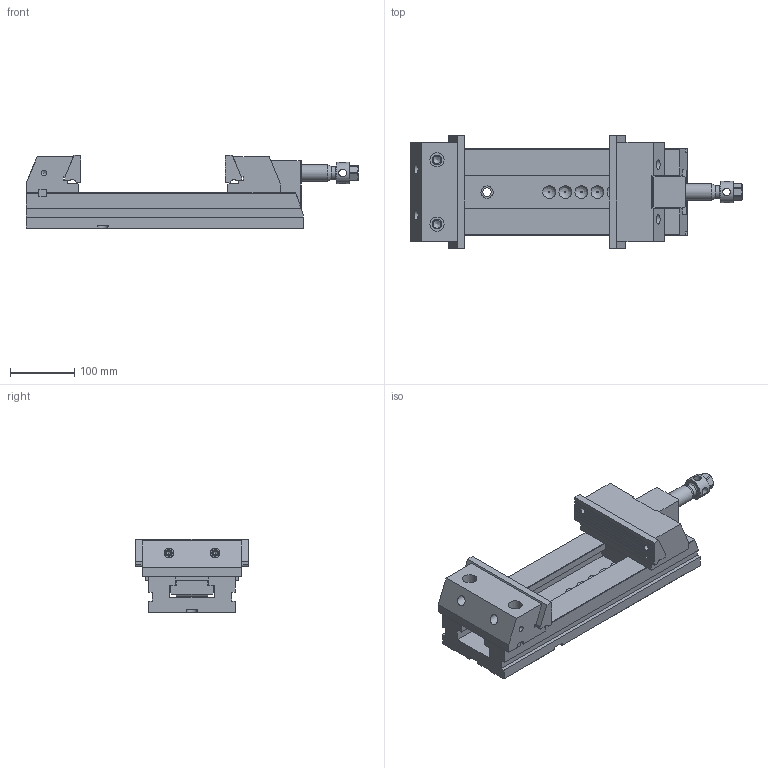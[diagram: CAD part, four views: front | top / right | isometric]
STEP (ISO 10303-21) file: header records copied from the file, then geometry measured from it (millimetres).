
FILE_DESCRIPTION(/* description */ (''),/* implementation_level */ '2;1');
FILE_NAME(/* name */ '30_175_Mordaza.stp',/* time_stamp */ '2013-10-30T11:09:23+01:00',/* author */ (''),/* organization */ (''),/* preprocessor_version */ 'ST-DEVELOPER v11',/* originating_system */ 'SIEMENS PLM Software NX 7.5',/* authorisation */ '');
FILE_SCHEMA (('CONFIG_CONTROL_DESIGN'));
Length unit declared in the file: millimetre
Products named in the file (1): 30_175_Mordaza
Bounding box: 517.23 x 175 x 114.5 mm (x, y, z)
Volume: 3824345.9 mm3; surface area: 490307.3 mm2
Topology: 12 solids, 12 shells, 459 faces, 1239 edges, 819 vertices
Faces by surface type: plane 303, cylinder 95, cone 41, bspline 9, torus 9, sphere 2
Full cylindrical faces by diameter (mm): 4.351 x1, 5.188 x5, 6.985 x4, 8.5 x4, 8.782 x6, 10 x4, 10.579 x4, 12 x4, 12.376 x2, 13 x6, 15 x6, 16 x2, 16.5 x1, 19 x6, 20 x3, 21.25 x1, 22 x2, 26 x1, 30 x2, 33.8 x1, 34 x3
Entity records: 13927 total; most frequent: CARTESIAN_POINT 2958, DIRECTION 2197, ORIENTED_EDGE 2090, EDGE_CURVE 1045, VERTEX_POINT 770, AXIS2_PLACEMENT_3D 746, LINE 705, VECTOR 705
